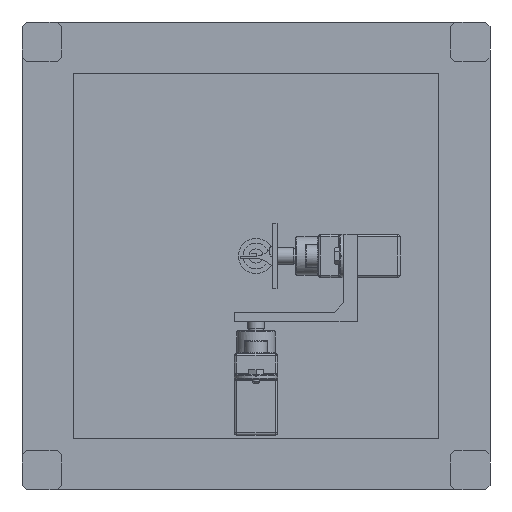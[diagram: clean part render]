
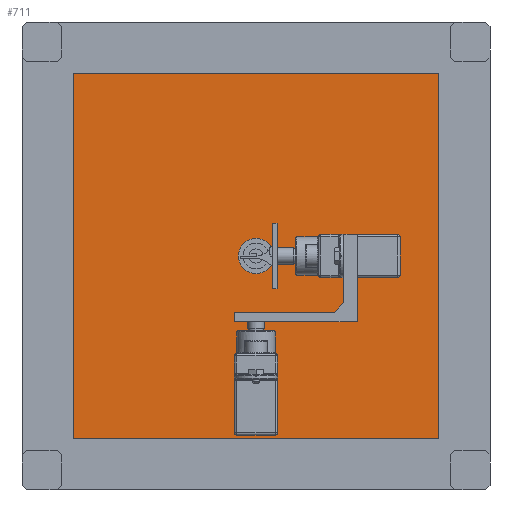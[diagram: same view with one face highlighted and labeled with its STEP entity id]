
A CAD part, front view. The second image highlights one B-rep face of the part: STEP entity #711.
In plain terms, the highlighted planar face has unit normal (0, -1, 0).
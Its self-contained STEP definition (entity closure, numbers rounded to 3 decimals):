
#711=ADVANCED_FACE('',(#4823,#4825,#4827),#4829,.F.);
#4823=FACE_BOUND('',#4824,.T.);
#4824=EDGE_LOOP('',(#17025,#17026,#17027,#17028,#17029,#17030,#17031,#17032,#17033,
#17034,#17035,#17036,#17037,#17038,#17039,#17040,#17041,#17042,#17043,#17044));
#4825=FACE_BOUND('',#4826,.T.);
#4826=EDGE_LOOP('',(#17045));
#4827=FACE_BOUND('',#4828,.T.);
#4828=EDGE_LOOP('',(#17046,#17047,#17048,#17049));
#4829=PLANE('',#4830);
#4830=AXIS2_PLACEMENT_3D('',#4831,#4832,#4833);
#4831=CARTESIAN_POINT('',(0.,0.,0.));
#4832=DIRECTION('',(0.,1.,0.));
#4833=DIRECTION('',(0.,0.,-1.));
#17025=ORIENTED_EDGE('',*,*,#20393,.F.);
#17026=ORIENTED_EDGE('',*,*,#20394,.F.);
#17027=ORIENTED_EDGE('',*,*,#20395,.F.);
#17028=ORIENTED_EDGE('',*,*,#20396,.F.);
#17029=ORIENTED_EDGE('',*,*,#20397,.F.);
#17030=ORIENTED_EDGE('',*,*,#20398,.F.);
#17031=ORIENTED_EDGE('',*,*,#20399,.F.);
#17032=ORIENTED_EDGE('',*,*,#20400,.F.);
#17033=ORIENTED_EDGE('',*,*,#20401,.F.);
#17034=ORIENTED_EDGE('',*,*,#20402,.F.);
#17035=ORIENTED_EDGE('',*,*,#20403,.F.);
#17036=ORIENTED_EDGE('',*,*,#20404,.F.);
#17037=ORIENTED_EDGE('',*,*,#20405,.F.);
#17038=ORIENTED_EDGE('',*,*,#20406,.F.);
#17039=ORIENTED_EDGE('',*,*,#20407,.F.);
#17040=ORIENTED_EDGE('',*,*,#20408,.F.);
#17041=ORIENTED_EDGE('',*,*,#20409,.F.);
#17042=ORIENTED_EDGE('',*,*,#20410,.F.);
#17043=ORIENTED_EDGE('',*,*,#20411,.F.);
#17044=ORIENTED_EDGE('',*,*,#20412,.F.);
#17045=ORIENTED_EDGE('',*,*,#20413,.F.);
#17046=ORIENTED_EDGE('',*,*,#20414,.F.);
#17047=ORIENTED_EDGE('',*,*,#20415,.F.);
#17048=ORIENTED_EDGE('',*,*,#20416,.F.);
#17049=ORIENTED_EDGE('',*,*,#20417,.F.);
#20393=EDGE_CURVE('',#22386,#22387,#22388,.T.);
#20394=EDGE_CURVE('',#22389,#22386,#22390,.T.);
#20395=EDGE_CURVE('',#22391,#22389,#22392,.T.);
#20396=EDGE_CURVE('',#22393,#22391,#22394,.T.);
#20397=EDGE_CURVE('',#22395,#22393,#22396,.T.);
#20398=EDGE_CURVE('',#22397,#22395,#22398,.T.);
#20399=EDGE_CURVE('',#22399,#22397,#22400,.T.);
#20400=EDGE_CURVE('',#22401,#22399,#22402,.T.);
#20401=EDGE_CURVE('',#22403,#22401,#22404,.T.);
#20402=EDGE_CURVE('',#22405,#22403,#22406,.T.);
#20403=EDGE_CURVE('',#22407,#22405,#22408,.T.);
#20404=EDGE_CURVE('',#22409,#22407,#22410,.T.);
#20405=EDGE_CURVE('',#22411,#22409,#22412,.T.);
#20406=EDGE_CURVE('',#22413,#22411,#22414,.T.);
#20407=EDGE_CURVE('',#22415,#22413,#22416,.T.);
#20408=EDGE_CURVE('',#22417,#22415,#22418,.T.);
#20409=EDGE_CURVE('',#22419,#22417,#22420,.T.);
#20410=EDGE_CURVE('',#22421,#22419,#22422,.T.);
#20411=EDGE_CURVE('',#22423,#22421,#22424,.T.);
#20412=EDGE_CURVE('',#22387,#22423,#22425,.T.);
#20413=EDGE_CURVE('',#22426,#22426,#22427,.T.);
#20414=EDGE_CURVE('',#22428,#22429,#22430,.T.);
#20415=EDGE_CURVE('',#22431,#22428,#22432,.F.);
#20416=EDGE_CURVE('',#22433,#22431,#22434,.F.);
#20417=EDGE_CURVE('',#22429,#22433,#22435,.F.);
#22386=VERTEX_POINT('',#25992);
#22387=VERTEX_POINT('',#25993);
#22388=LINE('',#25994,#25995);
#22389=VERTEX_POINT('',#25997);
#22390=LINE('',#25998,#25999);
#22391=VERTEX_POINT('',#26001);
#22392=LINE('',#26002,#26003);
#22393=VERTEX_POINT('',#26005);
#22394=LINE('',#26006,#26007);
#22395=VERTEX_POINT('',#26009);
#22396=LINE('',#26010,#26011);
#22397=VERTEX_POINT('',#26013);
#22398=LINE('',#26014,#26015);
#22399=VERTEX_POINT('',#26017);
#22400=LINE('',#26018,#26019);
#22401=VERTEX_POINT('',#26021);
#22402=LINE('',#26022,#26023);
#22403=VERTEX_POINT('',#26025);
#22404=LINE('',#26026,#26027);
#22405=VERTEX_POINT('',#26029);
#22406=LINE('',#26030,#26031);
#22407=VERTEX_POINT('',#26033);
#22408=LINE('',#26034,#26035);
#22409=VERTEX_POINT('',#26037);
#22410=LINE('',#26038,#26039);
#22411=VERTEX_POINT('',#26041);
#22412=LINE('',#26042,#26043);
#22413=VERTEX_POINT('',#26045);
#22414=LINE('',#26046,#26047);
#22415=VERTEX_POINT('',#26049);
#22416=LINE('',#26050,#26051);
#22417=VERTEX_POINT('',#26053);
#22418=LINE('',#26054,#26055);
#22419=VERTEX_POINT('',#26057);
#22420=LINE('',#26058,#26059);
#22421=VERTEX_POINT('',#26061);
#22422=LINE('',#26062,#26063);
#22423=VERTEX_POINT('',#26065);
#22424=LINE('',#26066,#26067);
#22425=LINE('',#26069,#26070);
#22426=VERTEX_POINT('',#26072);
#22427=CIRCLE('',#26073,3.75);
#22428=VERTEX_POINT('',#26077);
#22429=VERTEX_POINT('',#26078);
#22430=LINE('',#26079,#26080);
#22431=VERTEX_POINT('',#26082);
#22432=LINE('',#26083,#26084);
#22433=VERTEX_POINT('',#26086);
#22434=LINE('',#26087,#26088);
#22435=LINE('',#26090,#26091);
#25992=CARTESIAN_POINT('',(45.,0.,41.5));
#25993=CARTESIAN_POINT('',(50.,0.,41.5));
#25994=CARTESIAN_POINT('',(45.,0.,41.5));
#25995=VECTOR('',#25996,1.);
#25996=DIRECTION('',(1.,0.,0.));
#25997=CARTESIAN_POINT('',(45.,0.,45.));
#25998=CARTESIAN_POINT('',(45.,0.,45.));
#25999=VECTOR('',#26000,1.);
#26000=DIRECTION('',(0.,0.,-1.));
#26001=CARTESIAN_POINT('',(41.5,0.,45.));
#26002=CARTESIAN_POINT('',(41.5,0.,45.));
#26003=VECTOR('',#26004,1.);
#26004=DIRECTION('',(1.,0.,0.));
#26005=CARTESIAN_POINT('',(41.5,0.,50.));
#26006=CARTESIAN_POINT('',(41.5,0.,50.));
#26007=VECTOR('',#26008,1.);
#26008=DIRECTION('',(0.,0.,-1.));
#26009=CARTESIAN_POINT('',(-41.5,0.,50.));
#26010=CARTESIAN_POINT('',(-41.5,0.,50.));
#26011=VECTOR('',#26012,1.);
#26012=DIRECTION('',(1.,0.,0.));
#26013=CARTESIAN_POINT('',(-41.5,0.,45.));
#26014=CARTESIAN_POINT('',(-41.5,0.,45.));
#26015=VECTOR('',#26016,1.);
#26016=DIRECTION('',(0.,0.,1.));
#26017=CARTESIAN_POINT('',(-45.,0.,45.));
#26018=CARTESIAN_POINT('',(-45.,0.,45.));
#26019=VECTOR('',#26020,1.);
#26020=DIRECTION('',(1.,0.,0.));
#26021=CARTESIAN_POINT('',(-45.,0.,41.5));
#26022=CARTESIAN_POINT('',(-45.,0.,41.5));
#26023=VECTOR('',#26024,1.);
#26024=DIRECTION('',(0.,0.,1.));
#26025=CARTESIAN_POINT('',(-50.,0.,41.5));
#26026=CARTESIAN_POINT('',(-50.,0.,41.5));
#26027=VECTOR('',#26028,1.);
#26028=DIRECTION('',(1.,0.,0.));
#26029=CARTESIAN_POINT('',(-50.,0.,-41.5));
#26030=CARTESIAN_POINT('',(-50.,0.,-41.5));
#26031=VECTOR('',#26032,1.);
#26032=DIRECTION('',(0.,0.,1.));
#26033=CARTESIAN_POINT('',(-45.,0.,-41.5));
#26034=CARTESIAN_POINT('',(-45.,0.,-41.5));
#26035=VECTOR('',#26036,1.);
#26036=DIRECTION('',(-1.,0.,0.));
#26037=CARTESIAN_POINT('',(-45.,0.,-45.));
#26038=CARTESIAN_POINT('',(-45.,0.,-45.));
#26039=VECTOR('',#26040,1.);
#26040=DIRECTION('',(0.,0.,1.));
#26041=CARTESIAN_POINT('',(-41.5,0.,-45.));
#26042=CARTESIAN_POINT('',(-41.5,0.,-45.));
#26043=VECTOR('',#26044,1.);
#26044=DIRECTION('',(-1.,0.,0.));
#26045=CARTESIAN_POINT('',(-41.5,0.,-50.));
#26046=CARTESIAN_POINT('',(-41.5,0.,-50.));
#26047=VECTOR('',#26048,1.);
#26048=DIRECTION('',(0.,0.,1.));
#26049=CARTESIAN_POINT('',(41.5,0.,-50.));
#26050=CARTESIAN_POINT('',(41.5,0.,-50.));
#26051=VECTOR('',#26052,1.);
#26052=DIRECTION('',(-1.,0.,0.));
#26053=CARTESIAN_POINT('',(41.5,0.,-45.));
#26054=CARTESIAN_POINT('',(41.5,0.,-45.));
#26055=VECTOR('',#26056,1.);
#26056=DIRECTION('',(0.,0.,-1.));
#26057=CARTESIAN_POINT('',(45.,0.,-45.));
#26058=CARTESIAN_POINT('',(45.,0.,-45.));
#26059=VECTOR('',#26060,1.);
#26060=DIRECTION('',(-1.,0.,0.));
#26061=CARTESIAN_POINT('',(45.,0.,-41.5));
#26062=CARTESIAN_POINT('',(45.,0.,-41.5));
#26063=VECTOR('',#26064,1.);
#26064=DIRECTION('',(0.,0.,-1.));
#26065=CARTESIAN_POINT('',(50.,0.,-41.5));
#26066=CARTESIAN_POINT('',(50.,0.,-41.5));
#26067=VECTOR('',#26068,1.);
#26068=DIRECTION('',(-1.,0.,0.));
#26069=CARTESIAN_POINT('',(50.,0.,41.5));
#26070=VECTOR('',#26071,1.);
#26071=DIRECTION('',(0.,0.,-1.));
#26072=CARTESIAN_POINT('',(0.,0.,-3.75));
#26073=AXIS2_PLACEMENT_3D('',#26074,#26075,#26076);
#26074=CARTESIAN_POINT('',(0.,0.,0.));
#26075=DIRECTION('',(0.,-1.,0.));
#26076=DIRECTION('',(0.,0.,-1.));
#26077=CARTESIAN_POINT('',(39.5,0.,39.));
#26078=CARTESIAN_POINT('',(39.5,0.,26.));
#26079=CARTESIAN_POINT('',(39.5,0.,39.));
#26080=VECTOR('',#26081,1.);
#26081=DIRECTION('',(0.,0.,-1.));
#26082=CARTESIAN_POINT('',(41.5,0.,39.));
#26083=CARTESIAN_POINT('',(39.5,0.,39.));
#26084=VECTOR('',#26085,1.);
#26085=DIRECTION('',(1.,0.,0.));
#26086=CARTESIAN_POINT('',(41.5,0.,26.));
#26087=CARTESIAN_POINT('',(41.5,0.,39.));
#26088=VECTOR('',#26089,1.);
#26089=DIRECTION('',(0.,0.,-1.));
#26090=CARTESIAN_POINT('',(41.5,0.,26.));
#26091=VECTOR('',#26092,1.);
#26092=DIRECTION('',(-1.,0.,0.));
